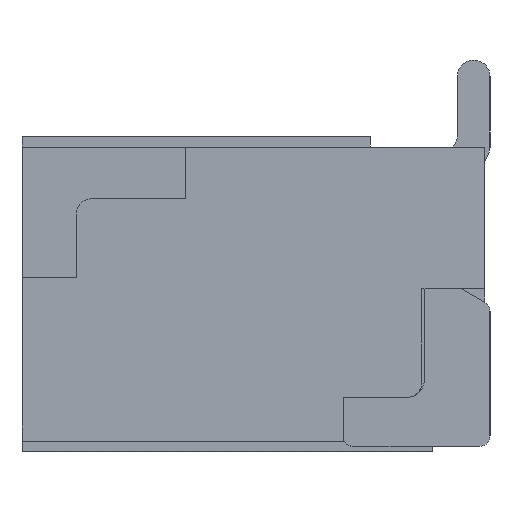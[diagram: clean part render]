
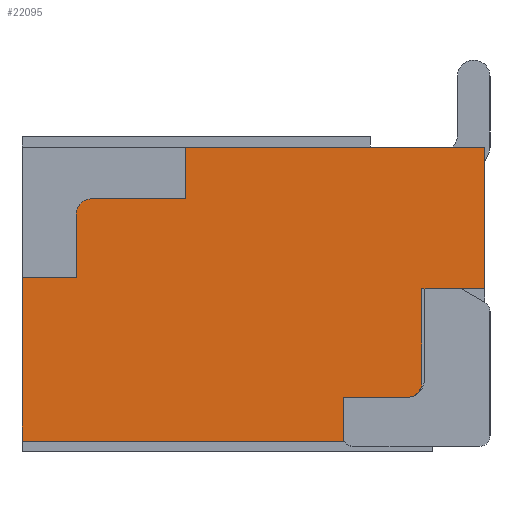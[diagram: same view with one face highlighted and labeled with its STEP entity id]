
A CAD part, left-side view. The second image highlights one B-rep face of the part: STEP entity #22095.
In plain terms, the highlighted planar face has unit normal (-1, 0, 0).
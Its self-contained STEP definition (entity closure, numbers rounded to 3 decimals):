
#90=DIRECTION('',(0.,0.,1.));
#91=VECTOR('',#90,1.5);
#92=CARTESIAN_POINT('',(-4.,4.25,-1.35));
#93=LINE('7396',#92,#91);
#1378=DIRECTION('',(0.,-1.,0.));
#1379=VECTOR('',#1378,2.75);
#1380=CARTESIAN_POINT('',(-4.,2.75,1.35));
#1381=LINE('7400',#1380,#1379);
#7954=DIRECTION('',(0.,0.,-1.));
#7955=VECTOR('',#7954,1.3);
#7956=CARTESIAN_POINT('',(-4.,0.,1.35));
#7957=LINE('7185',#7956,#7955);
#7989=DIRECTION('',(0.,0.,-1.));
#7990=VECTOR('',#7989,0.4);
#7991=CARTESIAN_POINT('',(-4.,1.3,-0.95));
#7992=LINE('7335',#7991,#7990);
#7997=CARTESIAN_POINT('',(-4.,0.715,-0.81));
#7998=DIRECTION('',(-1.,0.,0.));
#7999=DIRECTION('',(0.,0.,-1.));
#8000=AXIS2_PLACEMENT_3D('',#7997,#7998,#7999);
#8002=DIRECTION('',(0.,-1.,0.));
#8003=VECTOR('',#8002,2.95);
#8004=CARTESIAN_POINT('',(-4.,4.25,-1.35));
#8005=LINE('7395',#8004,#8003);
#8006=DIRECTION('',(0.,1.,0.));
#8007=VECTOR('',#8006,0.5);
#8008=CARTESIAN_POINT('',(-4.,3.75,0.15));
#8009=LINE('7190',#8008,#8007);
#8010=DIRECTION('',(0.,0.,-1.));
#8011=VECTOR('',#8010,0.585);
#8012=CARTESIAN_POINT('',(-4.,3.75,0.735));
#8013=LINE('7397',#8012,#8011);
#8014=CARTESIAN_POINT('',(-4.,3.61,0.735));
#8015=DIRECTION('',(-1.,0.,0.));
#8016=DIRECTION('',(0.,0.,1.));
#8017=AXIS2_PLACEMENT_3D('',#8014,#8015,#8016);
#8019=DIRECTION('',(0.,1.,0.));
#8020=VECTOR('',#8019,0.575);
#8021=CARTESIAN_POINT('',(-4.,0.,0.05));
#8022=LINE('7287',#8021,#8020);
#8284=DIRECTION('',(0.,0.,-1.));
#8285=VECTOR('',#8284,0.86);
#8286=CARTESIAN_POINT('',(-4.,0.575,0.05));
#8287=LINE('7380',#8286,#8285);
#8503=DIRECTION('',(0.,1.,0.));
#8504=VECTOR('',#8503,0.585);
#8505=CARTESIAN_POINT('',(-4.,0.715,-0.95));
#8506=LINE('7394',#8505,#8504);
#8598=DIRECTION('',(0.,0.,1.));
#8599=VECTOR('',#8598,0.475);
#8600=CARTESIAN_POINT('',(-4.,2.75,0.875));
#8601=LINE('7399',#8600,#8599);
#8618=DIRECTION('',(0.,-1.,0.));
#8619=VECTOR('',#8618,0.86);
#8620=CARTESIAN_POINT('',(-4.,3.61,0.875));
#8621=LINE('7398',#8620,#8619);
#9026=CARTESIAN_POINT('',(-4.,3.61,0.875));
#9027=VERTEX_POINT('',#9026);
#9028=CARTESIAN_POINT('',(-4.,3.75,0.735));
#9029=VERTEX_POINT('',#9028);
#9162=CARTESIAN_POINT('',(-4.,0.,0.05));
#9163=VERTEX_POINT('',#9162);
#9164=CARTESIAN_POINT('',(-4.,0.,1.35));
#9165=VERTEX_POINT('',#9164);
#9172=CARTESIAN_POINT('',(-4.,3.75,0.15));
#9173=VERTEX_POINT('',#9172);
#9174=CARTESIAN_POINT('',(-4.,4.25,0.15));
#9175=VERTEX_POINT('',#9174);
#9217=CARTESIAN_POINT('',(-4.,0.575,-0.81));
#9219=VERTEX_POINT('',#9217);
#9227=CARTESIAN_POINT('',(-4.,0.715,-0.95));
#9228=VERTEX_POINT('',#9227);
#9311=CARTESIAN_POINT('',(-4.,0.575,0.05));
#9312=VERTEX_POINT('',#9311);
#9383=CARTESIAN_POINT('',(-4.,1.3,-0.95));
#9384=CARTESIAN_POINT('',(-4.,1.3,-1.35));
#9385=VERTEX_POINT('',#9383);
#9386=VERTEX_POINT('',#9384);
#9457=CARTESIAN_POINT('',(-4.,4.25,-1.35));
#9458=VERTEX_POINT('',#9457);
#9459=CARTESIAN_POINT('',(-4.,2.75,0.875));
#9460=VERTEX_POINT('',#9459);
#9461=CARTESIAN_POINT('',(-4.,2.75,1.35));
#9462=VERTEX_POINT('',#9461);
#22065=CARTESIAN_POINT('',(-4.,-0.085,-1.404));
#22066=DIRECTION('',(-1.,0.,0.));
#22067=DIRECTION('',(0.,1.,0.));
#22068=AXIS2_PLACEMENT_3D('',#22065,#22066,#22067);
#22069=PLANE('9183',#22068);
#22070=ORIENTED_EDGE('7185',*,*,#21977,.T.);
#22072=ORIENTED_EDGE('7287',*,*,#22071,.T.);
#22074=ORIENTED_EDGE('7380',*,*,#22073,.T.);
#22076=ORIENTED_EDGE('7226',*,*,#22075,.F.);
#22078=ORIENTED_EDGE('7394',*,*,#22077,.T.);
#22079=ORIENTED_EDGE('7335',*,*,#22042,.T.);
#22080=ORIENTED_EDGE('7395',*,*,#22031,.F.);
#22081=ORIENTED_EDGE('7396',*,*,#11678,.T.);
#22083=ORIENTED_EDGE('7190',*,*,#22082,.F.);
#22085=ORIENTED_EDGE('7397',*,*,#22084,.F.);
#22087=ORIENTED_EDGE('7105',*,*,#22086,.F.);
#22089=ORIENTED_EDGE('7398',*,*,#22088,.T.);
#22091=ORIENTED_EDGE('7399',*,*,#22090,.T.);
#22092=ORIENTED_EDGE('7400',*,*,#13155,.T.);
#22093=EDGE_LOOP('9183',(#22070,#22072,#22074,#22076,#22078,#22079,#22080,
#22081,#22083,#22085,#22087,#22089,#22091,#22092));
#22094=FACE_OUTER_BOUND('9183',#22093,.F.);
#22095=ADVANCED_FACE('9183',(#22094),#22069,.T.);
#8001=CIRCLE('7226',#8000,0.14);
#8018=CIRCLE('7105',#8017,0.14);
#11678=EDGE_CURVE('7396',#9458,#9175,#93,.T.);
#13155=EDGE_CURVE('7400',#9462,#9165,#1381,.T.);
#21977=EDGE_CURVE('7185',#9165,#9163,#7957,.T.);
#22031=EDGE_CURVE('7395',#9458,#9386,#8005,.T.);
#22042=EDGE_CURVE('7335',#9385,#9386,#7992,.T.);
#22071=EDGE_CURVE('7287',#9163,#9312,#8022,.T.);
#22073=EDGE_CURVE('7380',#9312,#9219,#8287,.T.);
#22075=EDGE_CURVE('7226',#9228,#9219,#8001,.T.);
#22077=EDGE_CURVE('7394',#9228,#9385,#8506,.T.);
#22082=EDGE_CURVE('7190',#9173,#9175,#8009,.T.);
#22084=EDGE_CURVE('7397',#9029,#9173,#8013,.T.);
#22086=EDGE_CURVE('7105',#9027,#9029,#8018,.T.);
#22088=EDGE_CURVE('7398',#9027,#9460,#8621,.T.);
#22090=EDGE_CURVE('7399',#9460,#9462,#8601,.T.);
